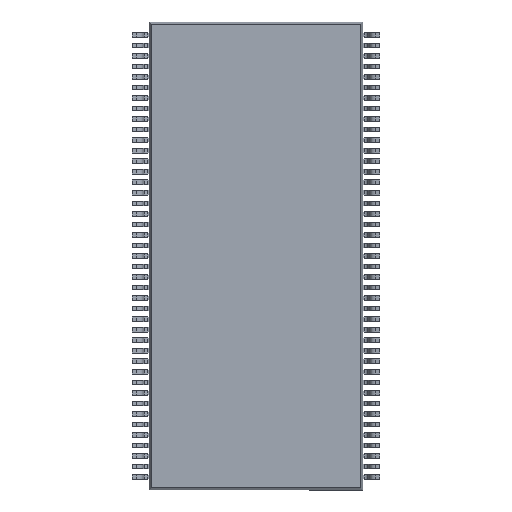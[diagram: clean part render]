
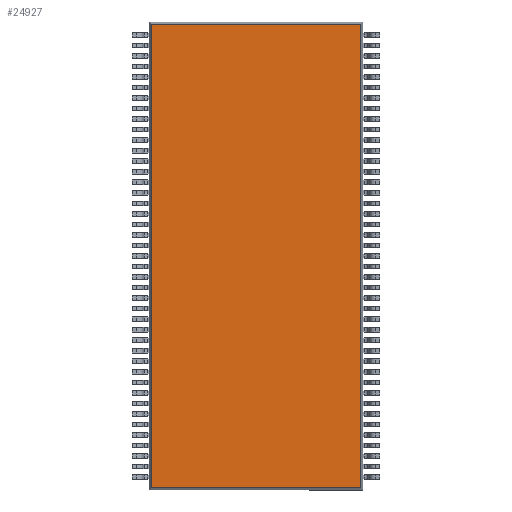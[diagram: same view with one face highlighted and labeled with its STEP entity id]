
A CAD part, front view. The second image highlights one B-rep face of the part: STEP entity #24927.
In plain terms, the highlighted planar face has unit normal (0, -1, 0).
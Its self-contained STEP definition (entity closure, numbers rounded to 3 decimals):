
#936 = CARTESIAN_POINT ( 'NONE',  ( 4.968, 0.2, -11.11 ) ) ;
#2985 = FACE_OUTER_BOUND ( 'NONE', #29564, .T. ) ;
#3354 = DIRECTION ( 'NONE',  ( 0., 0., -1. ) ) ;
#3582 = CARTESIAN_POINT ( 'NONE',  ( -4.968, 0.2, 11.11 ) ) ;
#4683 = ORIENTED_EDGE ( 'NONE', *, *, #10943, .T. ) ;
#5631 = LINE ( 'NONE', #936, #30757 ) ;
#6740 = VERTEX_POINT ( 'NONE', #12160 ) ;
#6906 = DIRECTION ( 'NONE',  ( 0., 0., 1. ) ) ;
#6961 = CARTESIAN_POINT ( 'NONE',  ( -4.968, 0.2, -10.998 ) ) ;
#7527 = EDGE_CURVE ( 'NONE', #31541, #33453, #26700, .T. ) ;
#9597 = VECTOR ( 'NONE', #29834, 1000. ) ;
#10943 = EDGE_CURVE ( 'NONE', #33453, #6740, #21250, .T. ) ;
#12160 = CARTESIAN_POINT ( 'NONE',  ( 4.968, 0.2, -10.998 ) ) ;
#12530 = CARTESIAN_POINT ( 'NONE',  ( 4.968, 0.2, 10.998 ) ) ;
#12538 = DIRECTION ( 'NONE',  ( -1., 0., 0. ) ) ;
#13783 = CARTESIAN_POINT ( 'NONE',  ( -4.968, 0.2, 10.998 ) ) ;
#13846 = ORIENTED_EDGE ( 'NONE', *, *, #31459, .T. ) ;
#14867 = VECTOR ( 'NONE', #12538, 1000. ) ;
#15131 = CARTESIAN_POINT ( 'NONE',  ( 0., 0.2, 0. ) ) ;
#15278 = CARTESIAN_POINT ( 'NONE',  ( -5.08, 0.2, -10.998 ) ) ;
#16432 = VERTEX_POINT ( 'NONE', #12530 ) ;
#21250 = LINE ( 'NONE', #15278, #34489 ) ;
#24609 = EDGE_CURVE ( 'NONE', #16432, #31541, #27312, .T. ) ;
#24927 = ADVANCED_FACE ( 'NONE', ( #2985 ), #35264, .T. ) ;
#26122 = ORIENTED_EDGE ( 'NONE', *, *, #24609, .T. ) ;
#26631 = DIRECTION ( 'NONE',  ( 0., -1., 0. ) ) ;
#26700 = LINE ( 'NONE', #3582, #9597 ) ;
#26831 = AXIS2_PLACEMENT_3D ( 'NONE', #15131, #26631, #3354 ) ;
#27312 = LINE ( 'NONE', #30285, #14867 ) ;
#29564 = EDGE_LOOP ( 'NONE', ( #4683, #13846, #26122, #32718 ) ) ;
#29834 = DIRECTION ( 'NONE',  ( 0., 0., -1. ) ) ;
#30285 = CARTESIAN_POINT ( 'NONE',  ( 5.08, 0.2, 10.998 ) ) ;
#30757 = VECTOR ( 'NONE', #6906, 1000. ) ;
#31459 = EDGE_CURVE ( 'NONE', #6740, #16432, #5631, .T. ) ;
#31541 = VERTEX_POINT ( 'NONE', #13783 ) ;
#32718 = ORIENTED_EDGE ( 'NONE', *, *, #7527, .T. ) ;
#33453 = VERTEX_POINT ( 'NONE', #6961 ) ;
#34489 = VECTOR ( 'NONE', #36162, 1000. ) ;
#35264 = PLANE ( 'NONE',  #26831 ) ;
#36162 = DIRECTION ( 'NONE',  ( 1., 0., 0. ) ) ;
